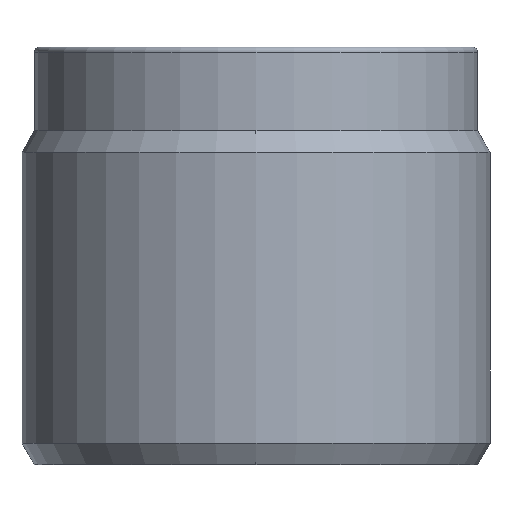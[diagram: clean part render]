
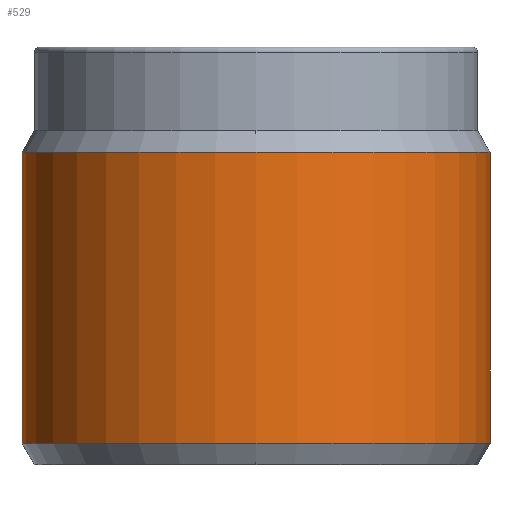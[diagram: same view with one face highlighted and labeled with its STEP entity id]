
A CAD part, left-side view. The second image highlights one B-rep face of the part: STEP entity #529.
In plain terms, the highlighted cylindrical face has radius 14 mm (diameter 28 mm), a partial arc.
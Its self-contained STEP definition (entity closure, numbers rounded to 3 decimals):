
#179=CARTESIAN_POINT('',(0.,0.,18.701));
#180=DIRECTION('',(0.,0.,1.));
#181=DIRECTION('',(0.,1.,0.));
#182=AXIS2_PLACEMENT_3D('',#179,#180,#181);
#187=CARTESIAN_POINT('',(0.,0.,1.299));
#188=DIRECTION('',(0.,0.,1.));
#189=DIRECTION('',(0.,1.,0.));
#190=AXIS2_PLACEMENT_3D('',#187,#188,#189);
#195=DIRECTION('',(0.,0.,1.));
#196=VECTOR('',#195,17.402);
#197=CARTESIAN_POINT('',(0.,14.,1.299));
#198=LINE('',#197,#196);
#210=DIRECTION('',(0.,0.,1.));
#211=VECTOR('',#210,17.402);
#212=CARTESIAN_POINT('',(0.,-14.,1.299));
#213=LINE('',#212,#211);
#341=CARTESIAN_POINT('',(0.,14.,1.299));
#342=CARTESIAN_POINT('',(0.,14.,18.701));
#343=VERTEX_POINT('',#341);
#344=VERTEX_POINT('',#342);
#345=CARTESIAN_POINT('',(0.,-14.,1.299));
#346=CARTESIAN_POINT('',(0.,-14.,18.701));
#347=VERTEX_POINT('',#345);
#348=VERTEX_POINT('',#346);
#515=CARTESIAN_POINT('',(0.,0.,-1.));
#516=DIRECTION('',(0.,0.,1.));
#517=DIRECTION('',(0.,1.,0.));
#518=AXIS2_PLACEMENT_3D('',#515,#516,#517);
#519=CYLINDRICAL_SURFACE('',#518,14.);
#521=ORIENTED_EDGE('',*,*,#520,.T.);
#522=ORIENTED_EDGE('',*,*,#498,.T.);
#524=ORIENTED_EDGE('',*,*,#523,.F.);
#526=ORIENTED_EDGE('',*,*,#525,.F.);
#527=EDGE_LOOP('',(#521,#522,#524,#526));
#528=FACE_OUTER_BOUND('',#527,.F.);
#529=ADVANCED_FACE('',(#528),#519,.T.);
#183=CIRCLE('',#182,14.);
#191=CIRCLE('',#190,14.);
#498=EDGE_CURVE('',#344,#348,#183,.T.);
#520=EDGE_CURVE('',#343,#344,#198,.T.);
#523=EDGE_CURVE('',#347,#348,#213,.T.);
#525=EDGE_CURVE('',#343,#347,#191,.T.);
